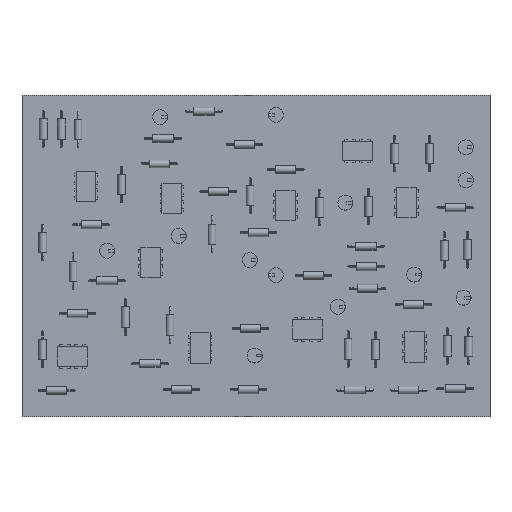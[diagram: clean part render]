
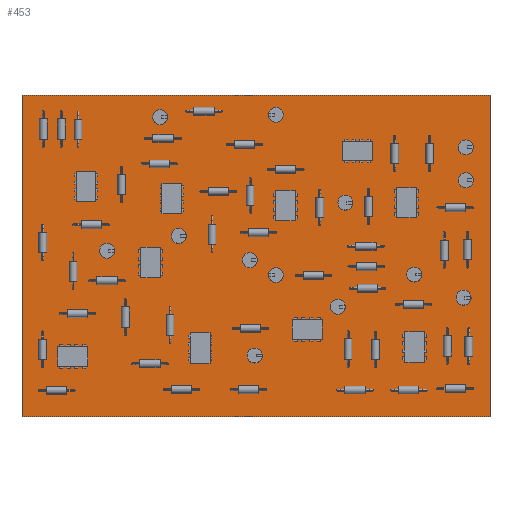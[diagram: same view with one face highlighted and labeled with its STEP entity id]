
A CAD part, top view. The second image highlights one B-rep face of the part: STEP entity #453.
In plain terms, the highlighted planar face has unit normal (0, 0, 1).
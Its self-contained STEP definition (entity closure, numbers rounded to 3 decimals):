
#324 = VERTEX_POINT('',#325);
#325 = CARTESIAN_POINT('',(23.876,20.574,0.411));
#331 = EDGE_CURVE('',#324,#332,#334,.T.);
#332 = VERTEX_POINT('',#333);
#333 = CARTESIAN_POINT('',(180.975,20.574,0.411));
#334 = LINE('',#335,#336);
#335 = CARTESIAN_POINT('',(23.876,20.574,0.411));
#336 = VECTOR('',#337,1.);
#337 = DIRECTION('',(1.,0.,0.));
#362 = EDGE_CURVE('',#332,#363,#365,.T.);
#363 = VERTEX_POINT('',#364);
#364 = CARTESIAN_POINT('',(180.975,128.397,0.411));
#365 = LINE('',#366,#367);
#366 = CARTESIAN_POINT('',(180.975,20.574,0.411));
#367 = VECTOR('',#368,1.);
#368 = DIRECTION('',(0.,1.,0.));
#393 = EDGE_CURVE('',#363,#394,#396,.T.);
#394 = VERTEX_POINT('',#395);
#395 = CARTESIAN_POINT('',(23.876,128.397,0.411));
#396 = LINE('',#397,#398);
#397 = CARTESIAN_POINT('',(180.975,128.397,0.411));
#398 = VECTOR('',#399,1.);
#399 = DIRECTION('',(-1.,0.,0.));
#424 = EDGE_CURVE('',#394,#324,#425,.T.);
#425 = LINE('',#426,#427);
#426 = CARTESIAN_POINT('',(23.876,128.397,0.411));
#427 = VECTOR('',#428,1.);
#428 = DIRECTION('',(0.,-1.,0.));
#453 = ADVANCED_FACE('',(#454),#460,.F.);
#454 = FACE_BOUND('',#455,.T.);
#455 = EDGE_LOOP('',(#456,#457,#458,#459));
#456 = ORIENTED_EDGE('',*,*,#331,.T.);
#457 = ORIENTED_EDGE('',*,*,#362,.T.);
#458 = ORIENTED_EDGE('',*,*,#393,.T.);
#459 = ORIENTED_EDGE('',*,*,#424,.T.);
#460 = PLANE('',#461);
#461 = AXIS2_PLACEMENT_3D('',#462,#463,#464);
#462 = CARTESIAN_POINT('',(23.876,20.574,0.411));
#463 = DIRECTION('',(0.,0.,-1.));
#464 = DIRECTION('',(-1.,0.,0.));
